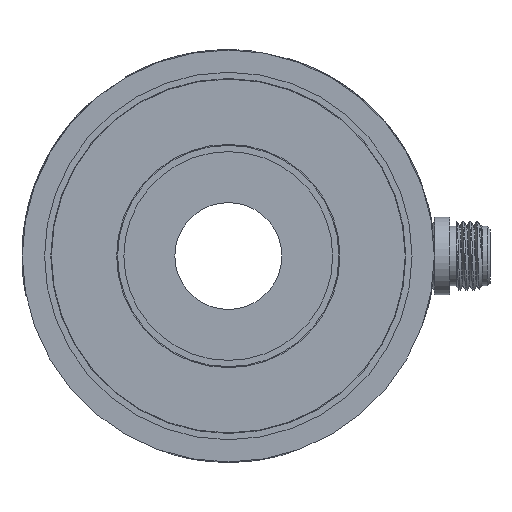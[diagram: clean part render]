
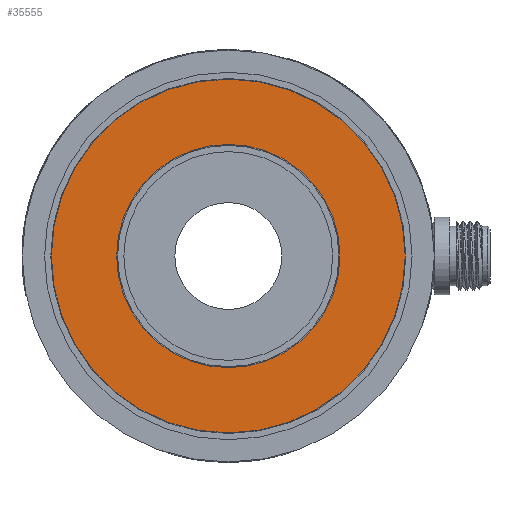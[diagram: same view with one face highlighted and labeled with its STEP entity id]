
A CAD part, front view. The second image highlights one B-rep face of the part: STEP entity #35555.
In plain terms, the highlighted planar face has unit normal (0, -1, 0).
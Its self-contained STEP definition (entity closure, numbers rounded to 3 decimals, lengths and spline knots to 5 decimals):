
#1756=PLANE('',#37683);
#1987=FACE_BOUND('',#6110,.T.);
#3949=FACE_OUTER_BOUND('',#6109,.T.);
#6109=EDGE_LOOP('',(#32968));
#6110=EDGE_LOOP('',(#32969));
#8959=CIRCLE('',#37679,0.401);
#8960=CIRCLE('',#37681,0.6355);
#17203=VERTEX_POINT('',#83607);
#17204=VERTEX_POINT('',#83611);
#22462=EDGE_CURVE('',#17203,#17203,#8959,.T.);
#22463=EDGE_CURVE('',#17204,#17204,#8960,.T.);
#32968=ORIENTED_EDGE('',*,*,#22463,.T.);
#32969=ORIENTED_EDGE('',*,*,#22462,.T.);
#35555=ADVANCED_FACE('',(#3949,#1987),#1756,.T.);
#37679=AXIS2_PLACEMENT_3D('',#83609,#44259,#44260);
#37681=AXIS2_PLACEMENT_3D('',#83612,#44263,#44264);
#37683=AXIS2_PLACEMENT_3D('',#83616,#44268,#44269);
#44259=DIRECTION('center_axis',(0.,1.,0.));
#44260=DIRECTION('ref_axis',(1.,0.,0.));
#44263=DIRECTION('center_axis',(0.,-1.,0.));
#44264=DIRECTION('ref_axis',(1.,0.,0.));
#44268=DIRECTION('center_axis',(0.,-1.,0.));
#44269=DIRECTION('ref_axis',(0.,0.,
-1.));
#83607=CARTESIAN_POINT('',(-0.401,0.04,0.));
#83609=CARTESIAN_POINT('Origin',(0.,0.04,
0.));
#83611=CARTESIAN_POINT('',(-0.6355,0.04,0.));
#83612=CARTESIAN_POINT('Origin',(0.,0.04,
0.));
#83616=CARTESIAN_POINT('Origin',(0.,0.04,
0.));
